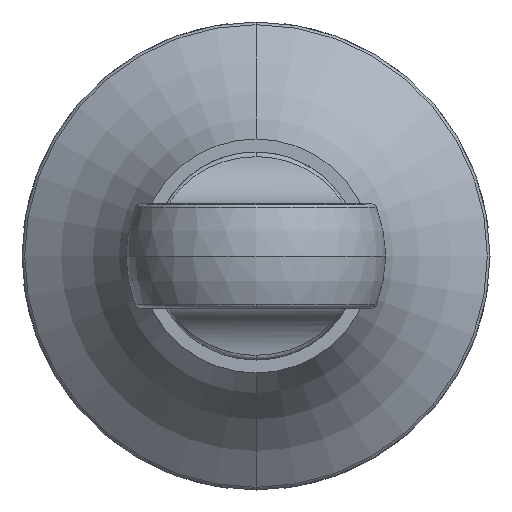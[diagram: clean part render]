
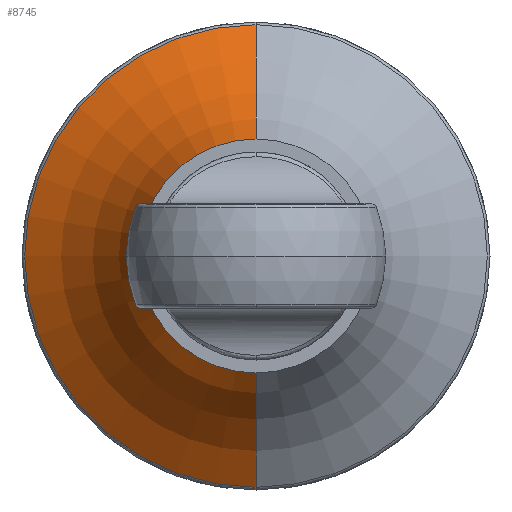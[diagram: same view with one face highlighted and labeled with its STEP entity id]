
A CAD part, front view. The second image highlights one B-rep face of the part: STEP entity #8745.
In plain terms, the highlighted toroidal (fillet/blend) face has major radius 13.75 mm and minor radius 10 mm.
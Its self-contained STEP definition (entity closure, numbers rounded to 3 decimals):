
#21 = DIRECTION ( 'NONE',  ( 0., -1., 0. ) ) ;
#387 = CIRCLE ( 'NONE', #8881, 10. ) ;
#445 = DIRECTION ( 'NONE',  ( 0., 0., -1. ) ) ;
#603 = AXIS2_PLACEMENT_3D ( 'NONE', #5542, #5470, #445 ) ;
#667 = CARTESIAN_POINT ( 'NONE',  ( 0., 10.2, 0. ) ) ;
#1438 = CARTESIAN_POINT ( 'NONE',  ( 0., 10.2, -13.75 ) ) ;
#1622 = DIRECTION ( 'NONE',  ( 0., 0., 1. ) ) ;
#1786 = ORIENTED_EDGE ( 'NONE', *, *, #5784, .F. ) ;
#2358 = DIRECTION ( 'NONE',  ( 1., 0., 0. ) ) ;
#2549 = AXIS2_PLACEMENT_3D ( 'NONE', #5736, #2358, #3154 ) ;
#2701 = VERTEX_POINT ( 'NONE', #9537 ) ;
#3107 = CARTESIAN_POINT ( 'NONE',  ( 0., 18.944, 8.897 ) ) ;
#3154 = DIRECTION ( 'NONE',  ( 0., 0., -1. ) ) ;
#3441 = CARTESIAN_POINT ( 'NONE',  ( 0., 14., 0. ) ) ;
#4297 = TOROIDAL_SURFACE ( 'NONE', #8891, 13.75, 10. ) ;
#4428 = EDGE_CURVE ( 'NONE', #4682, #8120, #5363, .T. ) ;
#4652 = VERTEX_POINT ( 'NONE', #3107 ) ;
#4682 = VERTEX_POINT ( 'NONE', #8083 ) ;
#5352 = CIRCLE ( 'NONE', #603, 8.897 ) ;
#5363 = CIRCLE ( 'NONE', #8105, 4.5 ) ;
#5470 = DIRECTION ( 'NONE',  ( 0., -1., 0. ) ) ;
#5542 = CARTESIAN_POINT ( 'NONE',  ( 0., 18.944, 0. ) ) ;
#5625 = FACE_OUTER_BOUND ( 'NONE', #8579, .T. ) ;
#5654 = EDGE_CURVE ( 'NONE', #4682, #4652, #8786, .T. ) ;
#5736 = CARTESIAN_POINT ( 'NONE',  ( 0., 10.2, 13.75 ) ) ;
#5784 = EDGE_CURVE ( 'NONE', #8120, #2701, #387, .T. ) ;
#5949 = DIRECTION ( 'NONE',  ( 0., 0., -1. ) ) ;
#6222 = ORIENTED_EDGE ( 'NONE', *, *, #4428, .F. ) ;
#6842 = DIRECTION ( 'NONE',  ( 0., 0., -1. ) ) ;
#7259 = CARTESIAN_POINT ( 'NONE',  ( 0., 14., -4.5 ) ) ;
#7903 = ORIENTED_EDGE ( 'NONE', *, *, #5654, .T. ) ;
#8083 = CARTESIAN_POINT ( 'NONE',  ( 0., 14., 4.5 ) ) ;
#8105 = AXIS2_PLACEMENT_3D ( 'NONE', #3441, #21, #5949 ) ;
#8120 = VERTEX_POINT ( 'NONE', #7259 ) ;
#8163 = DIRECTION ( 'NONE',  ( -1., 0., 0. ) ) ;
#8505 = DIRECTION ( 'NONE',  ( 0., -1., 0. ) ) ;
#8579 = EDGE_LOOP ( 'NONE', ( #6222, #7903, #9670, #1786 ) ) ;
#8608 = EDGE_CURVE ( 'NONE', #4652, #2701, #5352, .T. ) ;
#8745 = ADVANCED_FACE ( 'NONE', ( #5625 ), #4297, .F. ) ;
#8786 = CIRCLE ( 'NONE', #2549, 10. ) ;
#8881 = AXIS2_PLACEMENT_3D ( 'NONE', #1438, #8163, #1622 ) ;
#8891 = AXIS2_PLACEMENT_3D ( 'NONE', #667, #8505, #6842 ) ;
#9537 = CARTESIAN_POINT ( 'NONE',  ( 0., 18.944, -8.897 ) ) ;
#9670 = ORIENTED_EDGE ( 'NONE', *, *, #8608, .T. ) ;
